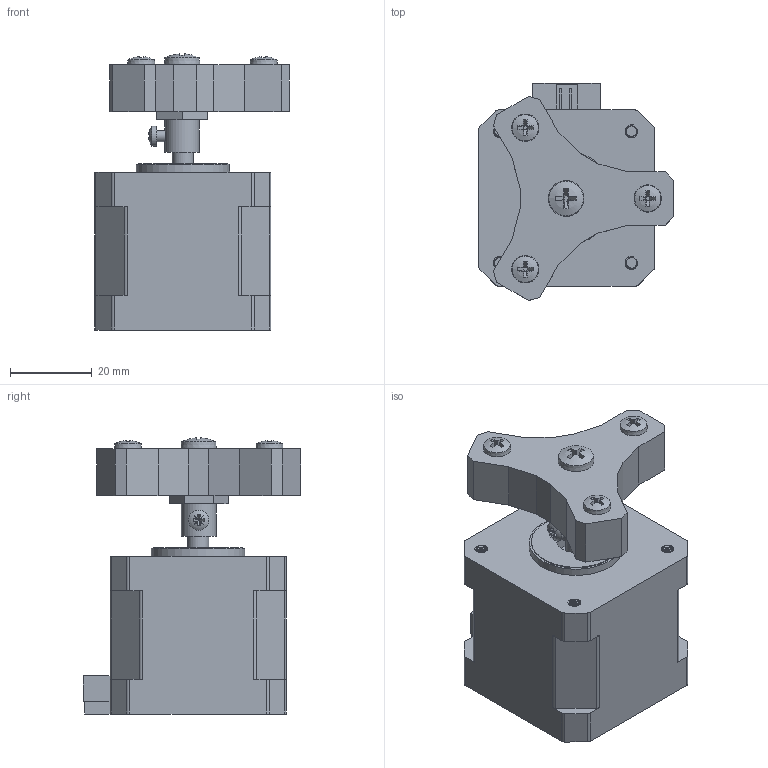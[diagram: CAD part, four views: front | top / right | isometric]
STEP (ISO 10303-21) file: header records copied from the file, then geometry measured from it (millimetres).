
FILE_DESCRIPTION(/* description */ (''),/* implementation_level */ '2;1');
FILE_NAME(/* name */ '',/* time_stamp */ '2024-07-30T13:02:05+03:00',/* author */ (''),/* organization */ (''),/* preprocessor_version */ 'ST-DEVELOPER v20',/* originating_system */ 'Autodesk Translation Framework v13.14.0.145',/* authorisation */ '');
FILE_SCHEMA (('AUTOMOTIVE_DESIGN { 1 0 10303 214 3 1 1 }'));
Products named in the file (5): Tun sus jos; Nema 17 Stepper v2; Type II Cross Recessed Binding Head Machine Screw ANSI B18.6.3 5-44 U
NF x 0.125 Steel Grade 2 Plain v1; Type II Cross Recessed Binding Head Machine Screw ANSI B18.6.3 8-36 U
NF x 0.1875 Steel Grade 2 Plain v1; Type IA Cross Recessed Fillister Head Machine Screw ANSI B18.6.3 4-48
 UNF x 0.1875 Steel Grade 2 Plain v1
Assembly tree (6 placements, depth 2):
  Tun sus jos
    Nema 17 Stepper v2
    Type II Cross Recessed Binding Head Machine Screw ANSI B18.6.3 5-44 U
NF x 0.125 Steel Grade 2 Plain v1  x3
    Type II Cross Recessed Binding Head Machine Screw ANSI B18.6.3 8-36 U
NF x 0.1875 Steel Grade 2 Plain v1
    Type IA Cross Recessed Fillister Head Machine Screw ANSI B18.6.3 4-48
 UNF x 0.1875 Steel Grade 2 Plain v1
Bounding box: 47.67 x 53.27 x 67.62 mm (x, y, z)
Volume: 82659.8 mm3; surface area: 17853.7 mm2
Topology: 8 solids, 8 shells, 395 faces, 1156 edges, 803 vertices
Faces by surface type: plane 226, cylinder 138, bspline 16, cone 10, sphere 5
Full cylindrical faces by diameter (mm): 2.63 x28, 2.771 x1, 3 x1, 3.096 x3, 3.2 x3, 3.209 x28, 4.077 x1, 4.2 x1, 4.953 x1, 5.199 x1, 5.2 x1, 8.5 x1, 9.36 x2, 21.84 x1, 22.88 x1
Entity records: 35270 total; most frequent: CARTESIAN_POINT 26021, ORIENTED_EDGE 2074, DIRECTION 1599, EDGE_CURVE 1037, VERTEX_POINT 725, LINE 549, VECTOR 549, AXIS2_PLACEMENT_3D 525
